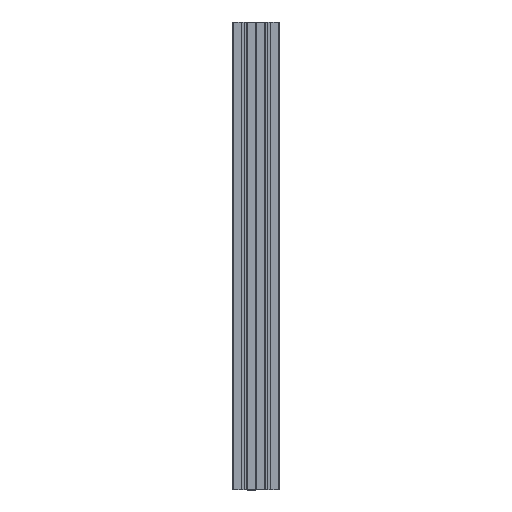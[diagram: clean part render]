
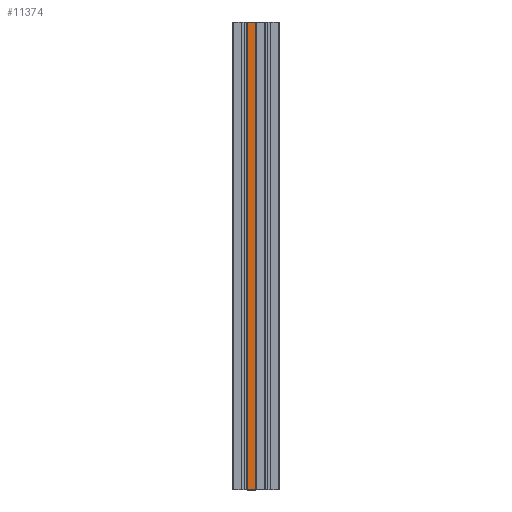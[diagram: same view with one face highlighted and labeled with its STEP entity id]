
A CAD part, front view. The second image highlights one B-rep face of the part: STEP entity #11374.
In plain terms, the highlighted planar face has unit normal (0, -1, 0).
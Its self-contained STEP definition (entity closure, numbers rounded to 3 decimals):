
#1622 = VERTEX_POINT ( 'NONE', #1924 ) ;
#1924 = CARTESIAN_POINT ( 'NONE',  ( 24.439, -25., 0. ) ) ;
#2095 = EDGE_CURVE ( 'NONE', #16576, #23132, #13714, .T. ) ;
#5660 = ORIENTED_EDGE ( 'NONE', *, *, #14481, .F. ) ;
#6125 = LINE ( 'NONE', #17565, #27483 ) ;
#6361 = EDGE_CURVE ( 'NONE', #1622, #23132, #8931, .T. ) ;
#7258 = CARTESIAN_POINT ( 'NONE',  ( 6.325, -25., 0. ) ) ;
#7963 = CARTESIAN_POINT ( 'NONE',  ( 6.325, -25., 0. ) ) ;
#8556 = PLANE ( 'NONE',  #20553 ) ;
#8931 = LINE ( 'NONE', #26832, #22030 ) ;
#9839 = EDGE_LOOP ( 'NONE', ( #23801, #13063, #25701, #5660 ) ) ;
#10649 = CARTESIAN_POINT ( 'NONE',  ( 6.325, -25., -1000. ) ) ;
#11374 = ADVANCED_FACE ( 'NONE', ( #28657 ), #8556, .T. ) ;
#13063 = ORIENTED_EDGE ( 'NONE', *, *, #2095, .F. ) ;
#13386 = DIRECTION ( 'NONE',  ( 0., -1., 0. ) ) ;
#13714 = LINE ( 'NONE', #7258, #18660 ) ;
#14481 = EDGE_CURVE ( 'NONE', #1622, #15612, #6125, .T. ) ;
#15612 = VERTEX_POINT ( 'NONE', #25944 ) ;
#16576 = VERTEX_POINT ( 'NONE', #10649 ) ;
#16770 = VECTOR ( 'NONE', #24587, 1000. ) ;
#17506 = CARTESIAN_POINT ( 'NONE',  ( 5.1, -25., -1035.355 ) ) ;
#17565 = CARTESIAN_POINT ( 'NONE',  ( 24.439, -25., -1000. ) ) ;
#18022 = DIRECTION ( 'NONE',  ( -1., 0., 0. ) ) ;
#18121 = DIRECTION ( 'NONE',  ( 0., 0., 1. ) ) ;
#18282 = LINE ( 'NONE', #29000, #16770 ) ;
#18660 = VECTOR ( 'NONE', #18121, 1000. ) ;
#20553 = AXIS2_PLACEMENT_3D ( 'NONE', #17506, #13386, #22614 ) ;
#22030 = VECTOR ( 'NONE', #18022, 1000. ) ;
#22614 = DIRECTION ( 'NONE',  ( 0., 0., 1. ) ) ;
#23132 = VERTEX_POINT ( 'NONE', #7963 ) ;
#23767 = EDGE_CURVE ( 'NONE', #15612, #16576, #18282, .T. ) ;
#23801 = ORIENTED_EDGE ( 'NONE', *, *, #6361, .T. ) ;
#24587 = DIRECTION ( 'NONE',  ( -1., 0., 0. ) ) ;
#25701 = ORIENTED_EDGE ( 'NONE', *, *, #23767, .F. ) ;
#25944 = CARTESIAN_POINT ( 'NONE',  ( 24.439, -25., -1000. ) ) ;
#26514 = DIRECTION ( 'NONE',  ( 0., 0., -1. ) ) ;
#26832 = CARTESIAN_POINT ( 'NONE',  ( 5.1, -25., 0. ) ) ;
#27483 = VECTOR ( 'NONE', #26514, 1000. ) ;
#28657 = FACE_OUTER_BOUND ( 'NONE', #9839, .T. ) ;
#29000 = CARTESIAN_POINT ( 'NONE',  ( 5.1, -25., -1000. ) ) ;
